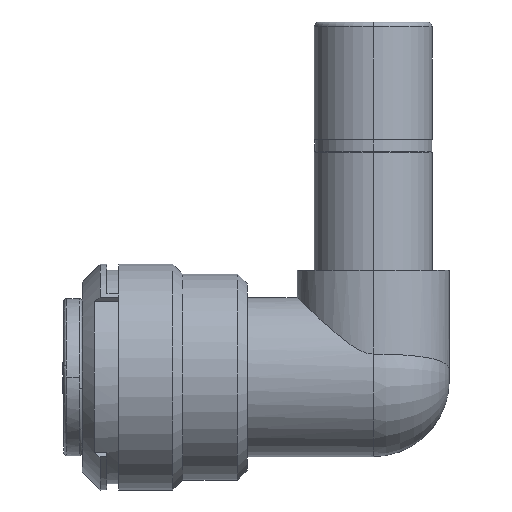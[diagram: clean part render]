
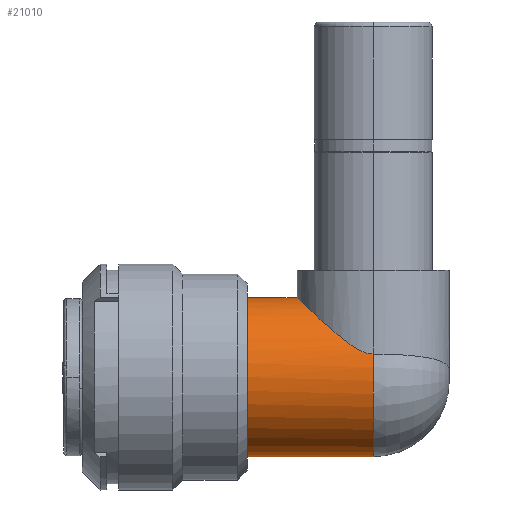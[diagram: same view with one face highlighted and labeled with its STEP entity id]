
A CAD part, left-side view. The second image highlights one B-rep face of the part: STEP entity #21010.
In plain terms, the highlighted cylindrical face has radius 8.1 mm (diameter 16.2 mm), a partial arc.
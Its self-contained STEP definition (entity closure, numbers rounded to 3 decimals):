
#1198 = CARTESIAN_POINT ( 'NONE',  ( -7.746, -25.666, 2.368 ) ) ;
#1549 = CARTESIAN_POINT ( 'NONE',  ( -2.747, -18.698, 7.625 ) ) ;
#2503 = EDGE_CURVE ( 'NONE', #22783, #24067, #17512, .T. ) ;
#3058 = CARTESIAN_POINT ( 'NONE',  ( 0., -25.95, 0. ) ) ;
#3834 = CARTESIAN_POINT ( 'NONE',  ( -7.674, -24.837, 2.593 ) ) ;
#4069 = CARTESIAN_POINT ( 'NONE',  ( -6.266, -21.366, 5.15 ) ) ;
#4425 = CARTESIAN_POINT ( 'NONE',  ( 0., -18.2, 8.1 ) ) ;
#4527 = DIRECTION ( 'NONE',  ( 0., 0., 1. ) ) ;
#5351 = DIRECTION ( 'NONE',  ( 0., 1., 0. ) ) ;
#5371 = CARTESIAN_POINT ( 'NONE',  ( 0., -33.7, -8.1 ) ) ;
#5552 = CYLINDRICAL_SURFACE ( 'NONE', #9139, 8.1 ) ;
#6139 = CARTESIAN_POINT ( 'NONE',  ( -7.75, -25.95, 2.355 ) ) ;
#6602 = CARTESIAN_POINT ( 'NONE',  ( -7.75, -25.95, 2.355 ) ) ;
#6708 = CARTESIAN_POINT ( 'NONE',  ( -5.338, -20.312, 6.109 ) ) ;
#6819 = DIRECTION ( 'NONE',  ( 0., 1., 0. ) ) ;
#6827 = CARTESIAN_POINT ( 'NONE',  ( -1.963, -18.447, 7.864 ) ) ;
#7417 = CARTESIAN_POINT ( 'NONE',  ( -0.284, -18.2, 8.1 ) ) ;
#9139 = AXIS2_PLACEMENT_3D ( 'NONE', #26612, #33940, #34057 ) ;
#9229 = CARTESIAN_POINT ( 'NONE',  ( -6.766, -22.143, 4.473 ) ) ;
#9353 = CARTESIAN_POINT ( 'NONE',  ( -4.977, -19.988, 6.41 ) ) ;
#9587 = CARTESIAN_POINT ( 'NONE',  ( -6.979, -22.548, 4.129 ) ) ;
#10059 = EDGE_CURVE ( 'NONE', #24067, #12801, #21116, .T. ) ;
#10539 = ORIENTED_EDGE ( 'NONE', *, *, #2503, .T. ) ;
#10685 = DIRECTION ( 'NONE',  ( 0., 1., 0. ) ) ;
#10836 = CIRCLE ( 'NONE', #26209, 8.1 ) ;
#10846 = AXIS2_PLACEMENT_3D ( 'NONE', #3058, #10685, #21227 ) ;
#11050 = ORIENTED_EDGE ( 'NONE', *, *, #20230, .T. ) ;
#11826 = ORIENTED_EDGE ( 'NONE', *, *, #25361, .F. ) ;
#12022 = CARTESIAN_POINT ( 'NONE',  ( -7.731, -25.383, 2.419 ) ) ;
#12134 = CARTESIAN_POINT ( 'NONE',  ( -7.527, -24.088, 2.995 ) ) ;
#12801 = VERTEX_POINT ( 'NONE', #29253 ) ;
#13094 = CARTESIAN_POINT ( 'NONE',  ( 0., -33.7, 8.1 ) ) ;
#13557 = VERTEX_POINT ( 'NONE', #32815 ) ;
#14445 = CARTESIAN_POINT ( 'NONE',  ( -7.719, -25.243, 2.456 ) ) ;
#14593 = FACE_OUTER_BOUND ( 'NONE', #31857, .T. ) ;
#15013 = CARTESIAN_POINT ( 'NONE',  ( -0.57, -18.216, 8.085 ) ) ;
#15378 = ORIENTED_EDGE ( 'NONE', *, *, #29103, .F. ) ;
#17179 = CARTESIAN_POINT ( 'NONE',  ( -7.632, -24.582, 2.716 ) ) ;
#17284 = CARTESIAN_POINT ( 'NONE',  ( -3.724, -19.133, 7.213 ) ) ;
#17393 = CARTESIAN_POINT ( 'NONE',  ( 0., -13.11, 0. ) ) ;
#17512 = CIRCLE ( 'NONE', #10846, 8.1 ) ;
#18360 = DIRECTION ( 'NONE',  ( 0., 1., 0. ) ) ;
#19579 = CARTESIAN_POINT ( 'NONE',  ( -7.323, -23.403, 3.465 ) ) ;
#19791 = CARTESIAN_POINT ( 'NONE',  ( -5.982, -21., 5.48 ) ) ;
#19907 = CARTESIAN_POINT ( 'NONE',  ( -2.228, -18.522, 7.792 ) ) ;
#20230 = EDGE_CURVE ( 'NONE', #12801, #13557, #29815, .T. ) ;
#21010 = ADVANCED_FACE ( 'NONE', ( #14593 ), #5552, .T. ) ;
#21116 = B_SPLINE_CURVE_WITH_KNOTS ( 'NONE', 3,
 ( #6602, #32871, #1198, #12022, #14445, #3834, #17179, #12134, #25007, #19579, #25363, #9587, #9229, #4069, #19791, #6708, #9353, #32984, #17284, #27962, #1549, #19907, #6827, #27853, #28325, #15013, #7417, #4425 ),
 .UNSPECIFIED., .F., .F.,
 ( 4, 2, 2, 2, 2, 2, 2, 2, 2, 2, 2, 2, 2, 4 ),
 ( 0.014, 0.014, 0.014, 0.015, 0.016, 0.017, 0.019, 0.02, 0.022, 0.024, 0.025, 0.026, 0.026, 0.027 ),
 .UNSPECIFIED. ) ;
#21227 = DIRECTION ( 'NONE',  ( 0., 0., 1. ) ) ;
#22783 = VERTEX_POINT ( 'NONE', #29931 ) ;
#24067 = VERTEX_POINT ( 'NONE', #6139 ) ;
#24838 = ORIENTED_EDGE ( 'NONE', *, *, #10059, .T. ) ;
#25007 = CARTESIAN_POINT ( 'NONE',  ( -7.465, -23.854, 3.149 ) ) ;
#25361 = EDGE_CURVE ( 'NONE', #30498, #13557, #10836, .T. ) ;
#25363 = CARTESIAN_POINT ( 'NONE',  ( -7.244, -23.185, 3.63 ) ) ;
#25758 = VECTOR ( 'NONE', #5351, 1000. ) ;
#26209 = AXIS2_PLACEMENT_3D ( 'NONE', #17393, #6819, #4527 ) ;
#26612 = CARTESIAN_POINT ( 'NONE',  ( 0., -33.7, 0. ) ) ;
#27125 = VECTOR ( 'NONE', #18360, 1000. ) ;
#27853 = CARTESIAN_POINT ( 'NONE',  ( -1.419, -18.326, 7.98 ) ) ;
#27962 = CARTESIAN_POINT ( 'NONE',  ( -3.001, -18.8, 7.528 ) ) ;
#28325 = CARTESIAN_POINT ( 'NONE',  ( -1.14, -18.279, 8.024 ) ) ;
#29103 = EDGE_CURVE ( 'NONE', #22783, #30498, #34100, .T. ) ;
#29253 = CARTESIAN_POINT ( 'NONE',  ( 0., -18.2, 8.1 ) ) ;
#29815 = LINE ( 'NONE', #13094, #25758 ) ;
#29931 = CARTESIAN_POINT ( 'NONE',  ( 0., -25.95, -8.1 ) ) ;
#30498 = VERTEX_POINT ( 'NONE', #31769 ) ;
#31769 = CARTESIAN_POINT ( 'NONE',  ( 0., -13.11, -8.1 ) ) ;
#31857 = EDGE_LOOP ( 'NONE', ( #15378, #10539, #24838, #11050, #11826 ) ) ;
#32815 = CARTESIAN_POINT ( 'NONE',  ( 0., -13.11, 8.1 ) ) ;
#32871 = CARTESIAN_POINT ( 'NONE',  ( -7.75, -25.807, 2.355 ) ) ;
#32984 = CARTESIAN_POINT ( 'NONE',  ( -4.164, -19.395, 6.965 ) ) ;
#33940 = DIRECTION ( 'NONE',  ( 0., 1., 0. ) ) ;
#34057 = DIRECTION ( 'NONE',  ( 0., 0., 1. ) ) ;
#34100 = LINE ( 'NONE', #5371, #27125 ) ;
